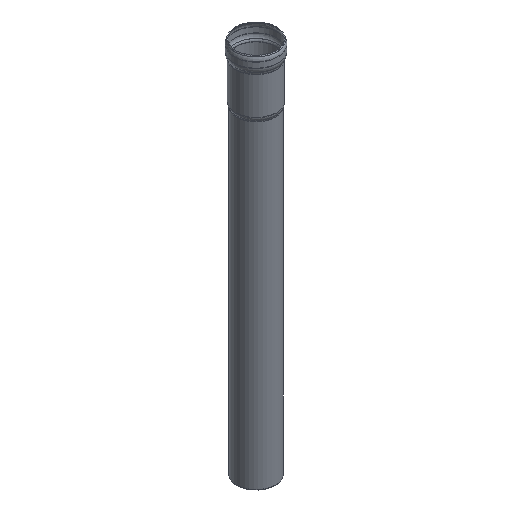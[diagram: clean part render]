
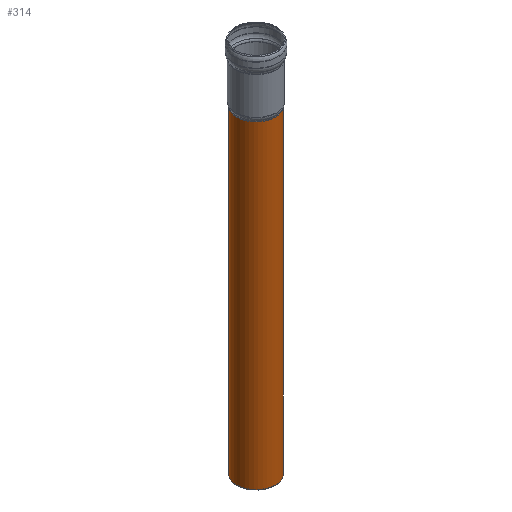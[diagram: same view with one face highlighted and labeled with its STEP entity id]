
A CAD part, isometric view. The second image highlights one B-rep face of the part: STEP entity #314.
In plain terms, the highlighted cylindrical face has radius 508 mm (diameter 1016 mm), a full revolution.
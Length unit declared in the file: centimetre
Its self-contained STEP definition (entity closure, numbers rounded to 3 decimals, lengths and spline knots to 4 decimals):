
#37=CYLINDRICAL_SURFACE('',#364,50.8);
#45=FACE_OUTER_BOUND('',#66,.T.);
#66=EDGE_LOOP('',(#216,#217,#218,#219,#220));
#84=CIRCLE('',#359,50.8);
#88=CIRCLE('',#365,50.8);
#89=CIRCLE('',#366,50.8);
#126=VERTEX_POINT('',#567);
#130=VERTEX_POINT('',#578);
#131=VERTEX_POINT('',#580);
#158=EDGE_CURVE('',#126,#126,#84,.T.);
#163=EDGE_CURVE('',#126,#130,#338,.T.);
#164=EDGE_CURVE('',#130,#131,#88,.T.);
#165=EDGE_CURVE('',#131,#130,#89,.T.);
#216=ORIENTED_EDGE('',*,*,#158,.F.);
#217=ORIENTED_EDGE('',*,*,#163,.T.);
#218=ORIENTED_EDGE('',*,*,#164,.T.);
#219=ORIENTED_EDGE('',*,*,#165,.T.);
#220=ORIENTED_EDGE('',*,*,#163,.F.);
#314=ADVANCED_FACE('',(#45),#37,.T.);
#338=LINE('',#579,#348);
#348=VECTOR('',#441,50.8);
#359=AXIS2_PLACEMENT_3D('',#568,#428,#429);
#364=AXIS2_PLACEMENT_3D('',#577,#439,#440);
#365=AXIS2_PLACEMENT_3D('',#581,#442,#443);
#366=AXIS2_PLACEMENT_3D('',#582,#444,#445);
#428=DIRECTION('center_axis',(0.,0.,-1.));
#429=DIRECTION('ref_axis',(0.,1.,0.));
#439=DIRECTION('center_axis',(0.,0.,-1.));
#440=DIRECTION('ref_axis',(1.,0.,0.));
#441=DIRECTION('',(0.,0.,1.));
#442=DIRECTION('center_axis',(0.,0.,-1.));
#443=DIRECTION('ref_axis',(1.,0.,0.));
#444=DIRECTION('center_axis',(0.,0.,-1.));
#445=DIRECTION('ref_axis',(1.,0.,0.));
#567=CARTESIAN_POINT('',(-50.8,0.,0.));
#568=CARTESIAN_POINT('Origin',(0.,0.,
0.));
#577=CARTESIAN_POINT('Origin',(0.,0.,
12.5));
#578=CARTESIAN_POINT('',(-50.8,0.,845.));
#579=CARTESIAN_POINT('',(-50.8,0.,12.5));
#580=CARTESIAN_POINT('',(0.,-50.8,845.));
#581=CARTESIAN_POINT('Origin',(0.,0.,
845.));
#582=CARTESIAN_POINT('Origin',(0.,0.,
845.));
